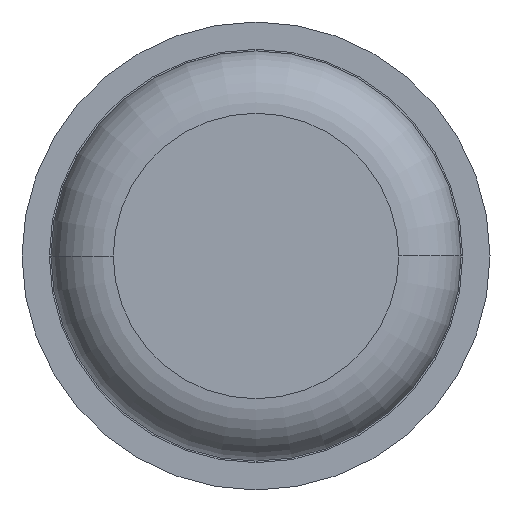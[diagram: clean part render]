
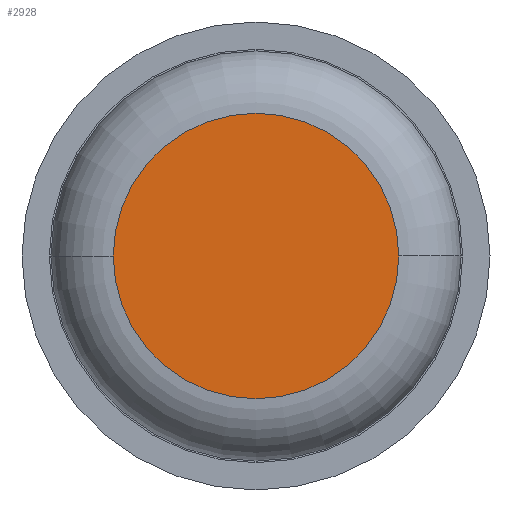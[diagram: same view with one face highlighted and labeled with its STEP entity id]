
A CAD part, front view. The second image highlights one B-rep face of the part: STEP entity #2928.
In plain terms, the highlighted planar face has unit normal (0, -1, 0).
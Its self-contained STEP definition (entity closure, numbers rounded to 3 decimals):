
#375 = AXIS2_PLACEMENT_3D ( 'NONE', #3161, #3550, #1147 ) ;
#1147 = DIRECTION ( 'NONE',  ( -1., 0., 0. ) ) ;
#1559 = EDGE_CURVE ( 'Defeature ausgef�hrt1_45+Defeature ausgef�hrt1_46+Defeature ausgef�hrt1_46+Defeature ausgef�hrt1_46', #2975, #3811, #1579, .T. ) ;
#1579 = CIRCLE ( 'NONE', #3113, 0.915 ) ;
#1726 = DIRECTION ( 'NONE',  ( 0., -1., 0. ) ) ;
#2335 = EDGE_LOOP ( 'NONE', ( #4569, #5120 ) ) ;
#2565 = CIRCLE ( 'NONE', #375, 0.915 ) ;
#2816 = CARTESIAN_POINT ( 'NONE',  ( -0.915, 0., 0. ) ) ;
#2928 = ADVANCED_FACE ( 'Defeature ausgef�hrt1_45', ( #4715 ), #4048, .F. ) ;
#2975 = VERTEX_POINT ( 'NONE', #2816 ) ;
#3113 = AXIS2_PLACEMENT_3D ( 'NONE', #3356, #1726, #4549 ) ;
#3116 = EDGE_CURVE ( 'Defeature ausgef�hrt1_45+Defeature ausgef�hrt1_46+Defeature ausgef�hrt1_46+Defeature ausgef�hrt1_46', #3811, #2975, #2565, .T. ) ;
#3161 = CARTESIAN_POINT ( 'NONE',  ( 0., 0., 0. ) ) ;
#3356 = CARTESIAN_POINT ( 'NONE',  ( 0., 0., 0. ) ) ;
#3494 = AXIS2_PLACEMENT_3D ( 'NONE', #5193, #4792, #3968 ) ;
#3550 = DIRECTION ( 'NONE',  ( 0., -1., 0. ) ) ;
#3811 = VERTEX_POINT ( 'NONE', #5111 ) ;
#3968 = DIRECTION ( 'NONE',  ( -1., 0., 0. ) ) ;
#4048 = PLANE ( 'NONE',  #3494 ) ;
#4549 = DIRECTION ( 'NONE',  ( -1., 0., 0. ) ) ;
#4569 = ORIENTED_EDGE ( 'NONE', *, *, #1559, .T. ) ;
#4715 = FACE_OUTER_BOUND ( 'NONE', #2335, .T. ) ;
#4792 = DIRECTION ( 'NONE',  ( 0., 1., 0. ) ) ;
#5111 = CARTESIAN_POINT ( 'NONE',  ( 0.915, 0., 0. ) ) ;
#5120 = ORIENTED_EDGE ( 'NONE', *, *, #3116, .T. ) ;
#5193 = CARTESIAN_POINT ( 'NONE',  ( 0., 0., 0. ) ) ;
